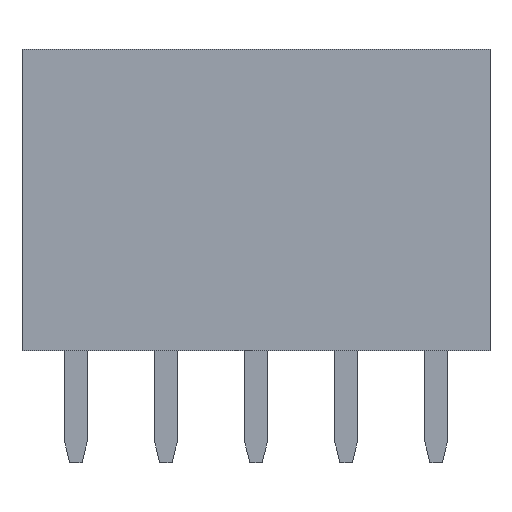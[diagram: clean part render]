
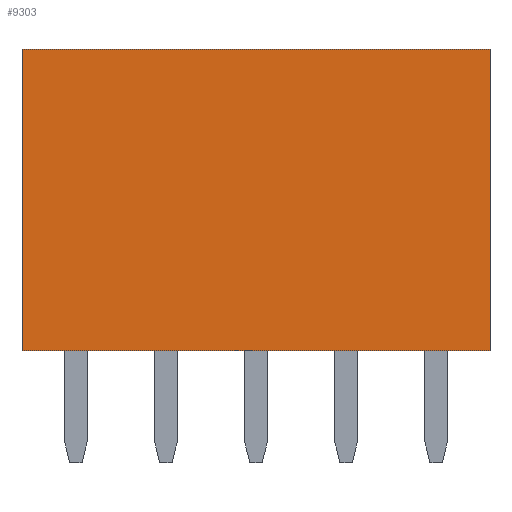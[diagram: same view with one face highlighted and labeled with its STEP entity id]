
A CAD part, front view. The second image highlights one B-rep face of the part: STEP entity #9303.
In plain terms, the highlighted planar face has unit normal (0, -1, 0).
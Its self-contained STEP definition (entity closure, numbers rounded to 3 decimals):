
#386=PLANE('',#9902);
#762=FACE_OUTER_BOUND('',#1281,.T.);
#1281=EDGE_LOOP('',(#6701,#6702,#6703,#6704));
#1984=LINE('',#13464,#3064);
#2033=LINE('',#13545,#3113);
#2039=LINE('',#13561,#3119);
#2040=LINE('',#13563,#3120);
#3064=VECTOR('',#10826,1.);
#3113=VECTOR('',#10883,1.);
#3119=VECTOR('',#10897,1.);
#3120=VECTOR('',#10900,1.);
#4329=VERTEX_POINT('',#13460);
#4330=VERTEX_POINT('',#13462);
#4358=VERTEX_POINT('',#13544);
#4364=VERTEX_POINT('',#13559);
#5226=EDGE_CURVE('',#4330,#4329,#1984,.T.);
#5276=EDGE_CURVE('',#4329,#4358,#2033,.T.);
#5285=EDGE_CURVE('',#4330,#4364,#2039,.T.);
#5286=EDGE_CURVE('',#4364,#4358,#2040,.T.);
#6701=ORIENTED_EDGE('',*,*,#5286,.T.);
#6702=ORIENTED_EDGE('',*,*,#5276,.F.);
#6703=ORIENTED_EDGE('',*,*,#5226,.F.);
#6704=ORIENTED_EDGE('',*,*,#5285,.T.);
#9303=ADVANCED_FACE('',(#762),#386,.F.);
#9902=AXIS2_PLACEMENT_3D('',#13562,#10898,#10899);
#10826=DIRECTION('',(1.,0.,0.));
#10883=DIRECTION('',(0.,0.,-1.));
#10897=DIRECTION('',(0.,0.,-1.));
#10898=DIRECTION('center_axis',(0.,1.,0.));
#10899=DIRECTION('ref_axis',(-1.,0.,0.));
#10900=DIRECTION('',(1.,0.,0.));
#13460=CARTESIAN_POINT('',(6.6,-1.25,8.501));
#13462=CARTESIAN_POINT('',(-6.6,-1.25,8.501));
#13464=CARTESIAN_POINT('',(-6.6,-1.25,8.501));
#13544=CARTESIAN_POINT('',(6.6,-1.25,0.001));
#13545=CARTESIAN_POINT('',(6.6,-1.25,8.501));
#13559=CARTESIAN_POINT('',(-6.6,-1.25,0.001));
#13561=CARTESIAN_POINT('',(-6.6,-1.25,8.501));
#13562=CARTESIAN_POINT('Origin',(-6.6,-1.25,8.501));
#13563=CARTESIAN_POINT('',(-6.6,-1.25,0.001));
